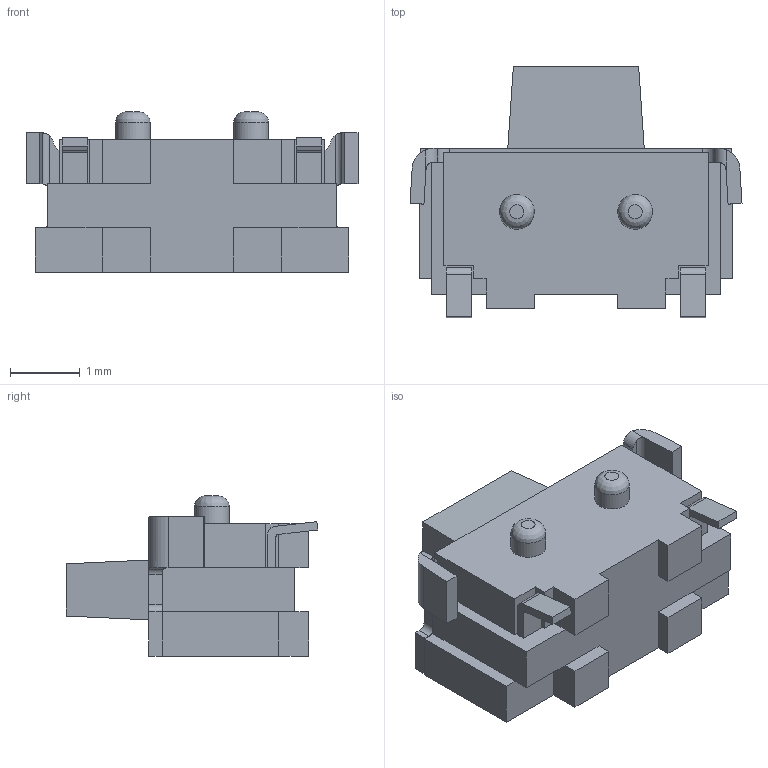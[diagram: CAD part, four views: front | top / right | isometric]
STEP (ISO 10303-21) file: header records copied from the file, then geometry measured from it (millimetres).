
FILE_DESCRIPTION(/* description */ (''),/* implementation_level */ '2;1');
FILE_NAME(/* name */ 'Button v4.step',/* time_stamp */ '2022-08-28T17:55:03+08:00',/* author */ (''),/* organization */ (''),/* preprocessor_version */ 'ST-DEVELOPER v19',/* originating_system */ 'Autodesk Translation Framework v11.7.0.108',/* authorisation */ '');
FILE_SCHEMA (('AUTOMOTIVE_DESIGN { 1 0 10303 214 3 1 1 }'));
Length unit declared in the file: millimetre
Products named in the file (3): Button; Slider; Shell
Assembly tree (2 placements, depth 2):
  Button
    Slider
    Shell
Bounding box: 4.77 x 3.61 x 2.3 mm (x, y, z)
Volume: 18.5 mm3; surface area: 80.6 mm2
Topology: 3 solids, 3 shells, 122 faces, 319 edges, 208 vertices
Faces by surface type: plane 100, cylinder 20, bspline 2
Full cylindrical faces by diameter (mm): 0.5 x2
Entity records: 3907 total; most frequent: CARTESIAN_POINT 782, ORIENTED_EDGE 638, DIRECTION 604, EDGE_CURVE 319, LINE 268, VECTOR 268, VERTEX_POINT 208, AXIS2_PLACEMENT_3D 168
